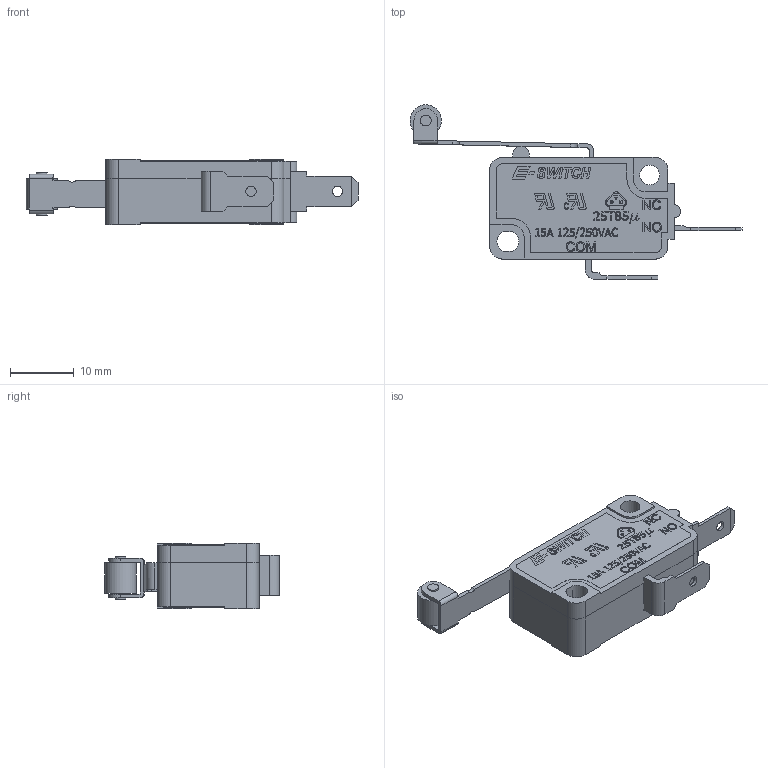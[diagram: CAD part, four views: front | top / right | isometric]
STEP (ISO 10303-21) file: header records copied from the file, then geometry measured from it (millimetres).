
FILE_DESCRIPTION(/* description */ (''),/* implementation_level */ '2;1');
FILE_NAME(/* name */ 'LS085R106FxxxC1C.stp',/* time_stamp */ '2025-05-23T10:56:06-05:00',/* author */ ('mroman'),/* organization */ (''),/* preprocessor_version */ 'ST-DEVELOPER v18.1',/* originating_system */ 'Autodesk Inventor 2022',/* authorisation */ '');
FILE_SCHEMA (('AUTOMOTIVE_DESIGN { 1 0 10303 214 3 1 1 }'));
Length unit declared in the file: centimetre
Products named in the file (1): LS085R106FxxxC1C
Bounding box: 51.96 x 27.3 x 10.3 mm (x, y, z)
Volume: 4485.6 mm3; surface area: 2878.9 mm2
Topology: 1 solids, 1 shells, 802 faces, 2205 edges, 1461 vertices
Faces by surface type: plane 525, bspline 207, cylinder 70
Full cylindrical faces by diameter (mm): 1.4 x2, 1.6 x2, 1.7 x2, 3.1 x2, 4.92 x1
Entity records: 27774 total; most frequent: CARTESIAN_POINT 8595, ORIENTED_EDGE 4414, DIRECTION 3118, EDGE_CURVE 2207, LINE 1660, VECTOR 1660, VERTEX_POINT 1461, EDGE_LOOP 870
